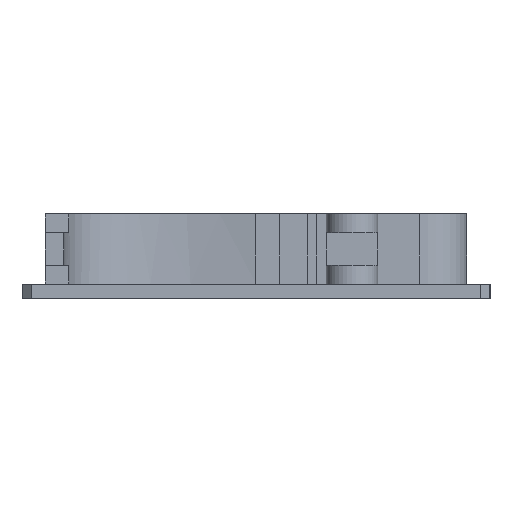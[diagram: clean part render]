
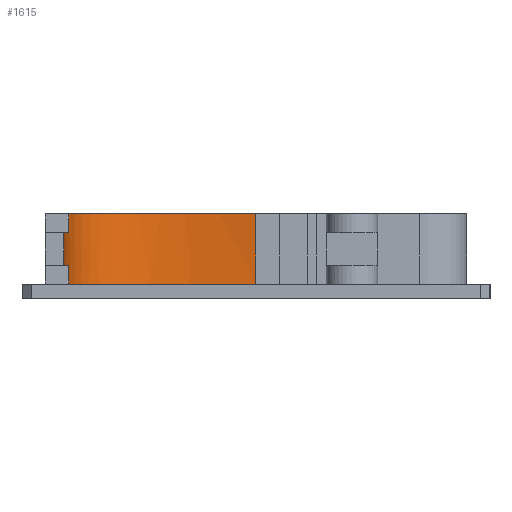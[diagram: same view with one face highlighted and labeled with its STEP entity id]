
A CAD part, left-side view. The second image highlights one B-rep face of the part: STEP entity #1615.
In plain terms, the highlighted free-form (B-spline) face has degree [5, 1] with [15, 2] control points.
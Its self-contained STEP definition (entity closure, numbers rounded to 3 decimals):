
#20=(
BOUNDED_SURFACE()
B_SPLINE_SURFACE(5,1,((#2596,#2597),(#2598,#2599),(#2600,#2601),(#2602,
#2603),(#2604,#2605),(#2606,#2607),(#2608,#2609),(#2610,#2611),(#2612,#2613),
(#2614,#2615),(#2616,#2617),(#2618,#2619),(#2620,#2621),(#2622,#2623),(#2624,
#2625)),.UNSPECIFIED.,.F.,.F.,.F.)
B_SPLINE_SURFACE_WITH_KNOTS((6,1,1,1,1,1,1,1,1,1,6),(2,2),(-1.,-0.9,-0.8,
-0.7,-0.6,-0.5,-0.4,-0.3,-0.2,-0.1,0.),(0.,1.5),.UNSPECIFIED.)
GEOMETRIC_REPRESENTATION_ITEM()
RATIONAL_B_SPLINE_SURFACE(((1.,1.),(1.,1.),(1.,1.),(1.,1.),(1.,1.),(1.,
1.),(1.,1.),(1.,1.),(1.,1.),(1.,1.),(1.,1.),(1.,1.),(1.,1.),(1.,1.),(1.,
1.)))
REPRESENTATION_ITEM('')
SURFACE()
);
#24=B_SPLINE_CURVE_WITH_KNOTS('',3,(#2493,#2494,#2495,#2496),
 .UNSPECIFIED.,.F.,.F.,(4,4),(-0.75,-0.05),.UNSPECIFIED.);
#25=B_SPLINE_CURVE_WITH_KNOTS('',3,(#2504,#2505,#2506,#2507,#2508,#2509,
#2510,#2511,#2512,#2513,#2514,#2515,#2516,#2517,#2518,#2519),
 .UNSPECIFIED.,.F.,.F.,(4,3,3,3,3,4),(-0.997,-0.777,
-0.563,-0.35,-0.139,0.),
 .UNSPECIFIED.);
#26=B_SPLINE_CURVE_WITH_KNOTS('',3,(#2525,#2526,#2527,#2528,#2529,#2530,
#2531,#2532,#2533,#2534,#2535,#2536,#2537,#2538,#2539,#2540),
 .UNSPECIFIED.,.F.,.F.,(4,3,3,3,3,4),(-1.046,-0.836,
-0.623,-0.409,-0.191,-0.05),
 .UNSPECIFIED.);
#48=(
BOUNDED_CURVE()
B_SPLINE_CURVE(5,(#2404,#2405,#2406,#2407,#2408,#2409,#2410,#2411,#2412,
#2413,#2414,#2415,#2416,#2417,#2418),.UNSPECIFIED.,.F.,.F.)
B_SPLINE_CURVE_WITH_KNOTS((6,1,1,1,1,1,1,1,1,1,6),(0.,0.1,0.2,0.3,0.4,0.5,
0.6,0.7,0.8,0.9,1.),.UNSPECIFIED.)
CURVE()
GEOMETRIC_REPRESENTATION_ITEM()
RATIONAL_B_SPLINE_CURVE((1.,1.,1.,1.,1.,1.,1.,1.,1.,1.,1.,1.,1.,1.,1.))
REPRESENTATION_ITEM('')
);
#50=(
BOUNDED_CURVE()
B_SPLINE_CURVE(5,(#2630,#2631,#2632,#2633,#2634,#2635,#2636,#2637,#2638,
#2639,#2640,#2641,#2642,#2643,#2644),.UNSPECIFIED.,.F.,.F.)
B_SPLINE_CURVE_WITH_KNOTS((6,1,1,1,1,1,1,1,1,1,6),(-1.,-0.9,-0.8,-0.7,-0.6,
-0.5,-0.4,-0.3,-0.2,-0.1,0.),.UNSPECIFIED.)
CURVE()
GEOMETRIC_REPRESENTATION_ITEM()
RATIONAL_B_SPLINE_CURVE((1.,1.,1.,1.,1.,1.,1.,1.,1.,1.,1.,1.,1.,1.,1.))
REPRESENTATION_ITEM('')
);
#139=FACE_OUTER_BOUND('',#237,.T.);
#237=EDGE_LOOP('',(#1207,#1208,#1209,#1210,#1211,#1212,#1213,#1214));
#411=LINE('',#2626,#591);
#412=LINE('',#2628,#592);
#413=LINE('',#2645,#593);
#591=VECTOR('',#1963,10.);
#592=VECTOR('',#1964,10.);
#593=VECTOR('',#1965,10.);
#741=VERTEX_POINT('',#2401);
#742=VERTEX_POINT('',#2403);
#757=VERTEX_POINT('',#2491);
#758=VERTEX_POINT('',#2492);
#761=VERTEX_POINT('',#2503);
#763=VERTEX_POINT('',#2524);
#767=VERTEX_POINT('',#2627);
#768=VERTEX_POINT('',#2629);
#905=EDGE_CURVE('',#741,#742,#48,.T.);
#925=EDGE_CURVE('',#757,#758,#24,.T.);
#929=EDGE_CURVE('',#758,#761,#25,.T.);
#932=EDGE_CURVE('',#763,#757,#26,.T.);
#940=EDGE_CURVE('',#742,#761,#411,.T.);
#941=EDGE_CURVE('',#741,#767,#412,.T.);
#942=EDGE_CURVE('',#768,#767,#50,.T.);
#943=EDGE_CURVE('',#763,#768,#413,.T.);
#1207=ORIENTED_EDGE('',*,*,#932,.T.);
#1208=ORIENTED_EDGE('',*,*,#925,.T.);
#1209=ORIENTED_EDGE('',*,*,#929,.T.);
#1210=ORIENTED_EDGE('',*,*,#940,.F.);
#1211=ORIENTED_EDGE('',*,*,#905,.F.);
#1212=ORIENTED_EDGE('',*,*,#941,.T.);
#1213=ORIENTED_EDGE('',*,*,#942,.F.);
#1214=ORIENTED_EDGE('',*,*,#943,.F.);
#1615=ADVANCED_FACE('',(#139),#20,.T.);
#1963=DIRECTION('',(0.,0.,1.));
#1964=DIRECTION('',(0.,0.,1.));
#1965=DIRECTION('',(0.,0.,1.));
#2401=CARTESIAN_POINT('',(40.,-50.,2.));
#2403=CARTESIAN_POINT('',(5.,-10.,2.));
#2404=CARTESIAN_POINT('Ctrl Pts',(40.,-50.,2.));
#2405=CARTESIAN_POINT('Ctrl Pts',(40.285,-48.129,2.));
#2406=CARTESIAN_POINT('Ctrl Pts',(40.772,-44.48,2.));
#2407=CARTESIAN_POINT('Ctrl Pts',(41.247,-39.282,2.));
#2408=CARTESIAN_POINT('Ctrl Pts',(41.365,-32.913,2.));
#2409=CARTESIAN_POINT('Ctrl Pts',(40.592,-25.95,2.));
#2410=CARTESIAN_POINT('Ctrl Pts',(38.813,-20.08,2.));
#2411=CARTESIAN_POINT('Ctrl Pts',(35.937,-15.402,2.));
#2412=CARTESIAN_POINT('Ctrl Pts',(31.903,-11.983,2.));
#2413=CARTESIAN_POINT('Ctrl Pts',(26.737,-9.792,2.));
#2414=CARTESIAN_POINT('Ctrl Pts',(20.517,-8.747,2.));
#2415=CARTESIAN_POINT('Ctrl Pts',(14.764,-8.755,2.));
#2416=CARTESIAN_POINT('Ctrl Pts',(10.039,-9.207,2.));
#2417=CARTESIAN_POINT('Ctrl Pts',(6.71,-9.703,2.));
#2418=CARTESIAN_POINT('Ctrl Pts',(5.,-10.,2.));
#2491=CARTESIAN_POINT('',(15.,-8.91,13.));
#2492=CARTESIAN_POINT('',(15.,-8.91,6.));
#2493=CARTESIAN_POINT('Ctrl Pts',(15.,-8.91,13.));
#2494=CARTESIAN_POINT('Ctrl Pts',(15.,-8.91,10.667));
#2495=CARTESIAN_POINT('Ctrl Pts',(15.,-8.91,8.333));
#2496=CARTESIAN_POINT('Ctrl Pts',(15.,-8.91,6.));
#2503=CARTESIAN_POINT('',(5.,-10.,6.));
#2504=CARTESIAN_POINT('Ctrl Pts',(15.,-8.91,6.));
#2505=CARTESIAN_POINT('Ctrl Pts',(14.319,-8.933,6.));
#2506=CARTESIAN_POINT('Ctrl Pts',(13.627,-8.969,6.));
#2507=CARTESIAN_POINT('Ctrl Pts',(12.922,-9.017,6.));
#2508=CARTESIAN_POINT('Ctrl Pts',(12.233,-9.064,6.));
#2509=CARTESIAN_POINT('Ctrl Pts',(11.532,-9.123,6.));
#2510=CARTESIAN_POINT('Ctrl Pts',(10.821,-9.195,6.));
#2511=CARTESIAN_POINT('Ctrl Pts',(10.115,-9.265,6.));
#2512=CARTESIAN_POINT('Ctrl Pts',(9.397,-9.348,6.));
#2513=CARTESIAN_POINT('Ctrl Pts',(8.669,-9.442,6.));
#2514=CARTESIAN_POINT('Ctrl Pts',(7.949,-9.535,6.));
#2515=CARTESIAN_POINT('Ctrl Pts',(7.219,-9.64,6.));
#2516=CARTESIAN_POINT('Ctrl Pts',(6.478,-9.756,6.));
#2517=CARTESIAN_POINT('Ctrl Pts',(5.99,-9.832,6.));
#2518=CARTESIAN_POINT('Ctrl Pts',(5.497,-9.914,6.));
#2519=CARTESIAN_POINT('Ctrl Pts',(5.,-10.,6.));
#2524=CARTESIAN_POINT('',(5.,-10.,13.));
#2525=CARTESIAN_POINT('Ctrl Pts',(5.,-10.,13.));
#2526=CARTESIAN_POINT('Ctrl Pts',(5.753,-9.869,13.));
#2527=CARTESIAN_POINT('Ctrl Pts',(6.496,-9.75,13.));
#2528=CARTESIAN_POINT('Ctrl Pts',(7.229,-9.642,13.));
#2529=CARTESIAN_POINT('Ctrl Pts',(7.97,-9.532,13.));
#2530=CARTESIAN_POINT('Ctrl Pts',(8.701,-9.435,13.));
#2531=CARTESIAN_POINT('Ctrl Pts',(9.421,-9.349,13.));
#2532=CARTESIAN_POINT('Ctrl Pts',(10.146,-9.262,13.));
#2533=CARTESIAN_POINT('Ctrl Pts',(10.86,-9.187,13.));
#2534=CARTESIAN_POINT('Ctrl Pts',(11.564,-9.124,13.));
#2535=CARTESIAN_POINT('Ctrl Pts',(12.278,-9.06,13.));
#2536=CARTESIAN_POINT('Ctrl Pts',(12.982,-9.009,13.));
#2537=CARTESIAN_POINT('Ctrl Pts',(13.674,-8.97,13.));
#2538=CARTESIAN_POINT('Ctrl Pts',(14.121,-8.945,13.));
#2539=CARTESIAN_POINT('Ctrl Pts',(14.563,-8.925,13.));
#2540=CARTESIAN_POINT('Ctrl Pts',(15.,-8.91,13.));
#2596=CARTESIAN_POINT('Ctrl Pts',(5.,-10.,2.));
#2597=CARTESIAN_POINT('Ctrl Pts',(5.,-10.,17.));
#2598=CARTESIAN_POINT('Ctrl Pts',(6.71,-9.703,2.));
#2599=CARTESIAN_POINT('Ctrl Pts',(6.71,-9.703,17.));
#2600=CARTESIAN_POINT('Ctrl Pts',(10.039,-9.207,2.));
#2601=CARTESIAN_POINT('Ctrl Pts',(10.039,-9.207,17.));
#2602=CARTESIAN_POINT('Ctrl Pts',(14.764,-8.755,2.));
#2603=CARTESIAN_POINT('Ctrl Pts',(14.764,-8.755,17.));
#2604=CARTESIAN_POINT('Ctrl Pts',(20.517,-8.747,2.));
#2605=CARTESIAN_POINT('Ctrl Pts',(20.517,-8.747,17.));
#2606=CARTESIAN_POINT('Ctrl Pts',(26.737,-9.792,2.));
#2607=CARTESIAN_POINT('Ctrl Pts',(26.737,-9.792,17.));
#2608=CARTESIAN_POINT('Ctrl Pts',(31.903,-11.983,2.));
#2609=CARTESIAN_POINT('Ctrl Pts',(31.903,-11.983,17.));
#2610=CARTESIAN_POINT('Ctrl Pts',(35.937,-15.402,2.));
#2611=CARTESIAN_POINT('Ctrl Pts',(35.937,-15.402,17.));
#2612=CARTESIAN_POINT('Ctrl Pts',(38.813,-20.08,2.));
#2613=CARTESIAN_POINT('Ctrl Pts',(38.813,-20.08,17.));
#2614=CARTESIAN_POINT('Ctrl Pts',(40.592,-25.95,2.));
#2615=CARTESIAN_POINT('Ctrl Pts',(40.592,-25.95,17.));
#2616=CARTESIAN_POINT('Ctrl Pts',(41.365,-32.913,2.));
#2617=CARTESIAN_POINT('Ctrl Pts',(41.365,-32.913,17.));
#2618=CARTESIAN_POINT('Ctrl Pts',(41.247,-39.282,2.));
#2619=CARTESIAN_POINT('Ctrl Pts',(41.247,-39.282,17.));
#2620=CARTESIAN_POINT('Ctrl Pts',(40.772,-44.48,2.));
#2621=CARTESIAN_POINT('Ctrl Pts',(40.772,-44.48,17.));
#2622=CARTESIAN_POINT('Ctrl Pts',(40.285,-48.129,2.));
#2623=CARTESIAN_POINT('Ctrl Pts',(40.285,-48.129,17.));
#2624=CARTESIAN_POINT('Ctrl Pts',(40.,-50.,2.));
#2625=CARTESIAN_POINT('Ctrl Pts',(40.,-50.,17.));
#2626=CARTESIAN_POINT('',(5.,-10.,2.));
#2627=CARTESIAN_POINT('',(40.,-50.,17.));
#2628=CARTESIAN_POINT('',(40.,-50.,2.));
#2629=CARTESIAN_POINT('',(5.,-10.,17.));
#2630=CARTESIAN_POINT('Ctrl Pts',(5.,-10.,17.));
#2631=CARTESIAN_POINT('Ctrl Pts',(6.71,-9.703,17.));
#2632=CARTESIAN_POINT('Ctrl Pts',(10.039,-9.207,17.));
#2633=CARTESIAN_POINT('Ctrl Pts',(14.764,-8.755,17.));
#2634=CARTESIAN_POINT('Ctrl Pts',(20.517,-8.747,17.));
#2635=CARTESIAN_POINT('Ctrl Pts',(26.737,-9.792,17.));
#2636=CARTESIAN_POINT('Ctrl Pts',(31.903,-11.983,17.));
#2637=CARTESIAN_POINT('Ctrl Pts',(35.937,-15.402,17.));
#2638=CARTESIAN_POINT('Ctrl Pts',(38.813,-20.08,17.));
#2639=CARTESIAN_POINT('Ctrl Pts',(40.592,-25.95,17.));
#2640=CARTESIAN_POINT('Ctrl Pts',(41.365,-32.913,17.));
#2641=CARTESIAN_POINT('Ctrl Pts',(41.247,-39.282,17.));
#2642=CARTESIAN_POINT('Ctrl Pts',(40.772,-44.48,17.));
#2643=CARTESIAN_POINT('Ctrl Pts',(40.285,-48.129,17.));
#2644=CARTESIAN_POINT('Ctrl Pts',(40.,-50.,17.));
#2645=CARTESIAN_POINT('',(5.,-10.,2.));
